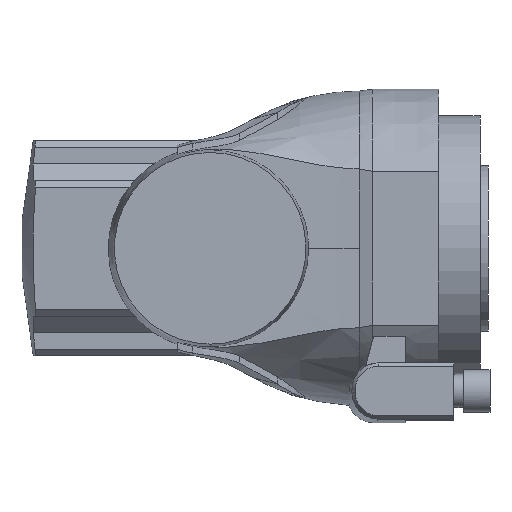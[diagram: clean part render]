
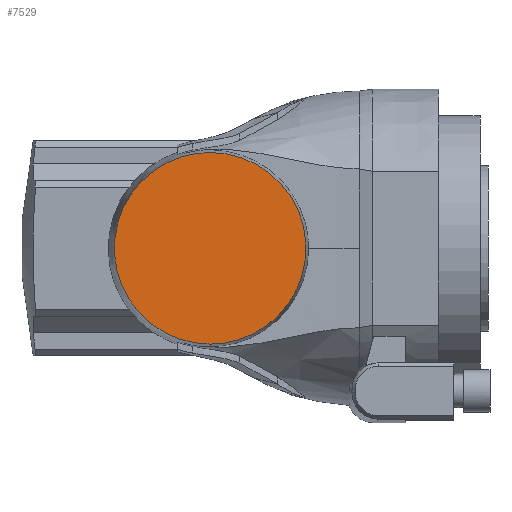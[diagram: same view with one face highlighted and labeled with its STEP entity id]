
A CAD part, front view. The second image highlights one B-rep face of the part: STEP entity #7529.
In plain terms, the highlighted planar face has unit normal (0, -1, 0).
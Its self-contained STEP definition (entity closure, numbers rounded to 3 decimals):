
#28 = CARTESIAN_POINT ( 'NONE',  ( 832.087, -95., 1536.354 ) ) ;
#59 = CARTESIAN_POINT ( 'NONE',  ( 851.701, -95., 1601.012 ) ) ;
#764 = CARTESIAN_POINT ( 'NONE',  ( 912.644, -95., 1607.014 ) ) ;
#766 = CARTESIAN_POINT ( 'NONE',  ( 912.644, -95., 1502.986 ) ) ;
#799 = CARTESIAN_POINT ( 'NONE',  ( 944.495, -95., 1547.425 ) ) ;
#802 = CARTESIAN_POINT ( 'NONE',  ( 879.425, -95., 1497.505 ) ) ;
#835 = CARTESIAN_POINT ( 'NONE',  ( 829.505, -95., 1547.425 ) ) ;
#872 = CARTESIAN_POINT ( 'NONE',  ( 861.356, -95., 1607.014 ) ) ;
#945 = B_SPLINE_CURVE_WITH_KNOTS ( 'NONE', 3,
 ( #8559, #7730, #4691, #10208, #5483, #764, #6260, #1569, #7050, #2373, #7822, #3176, #8598, #3927, #9423, #4726, #10247, #5509, #799, #7506, #7794, #3146, #8560, #3896, #9396, #4692, #10209, #5484, #766, #6261, #1570, #7051, #2374, #7823 ),
 .UNSPECIFIED., .F., .F.,
 ( 4, 2, 2, 2, 2, 2, 2, 2, 2, 2, 2, 2, 2, 2, 2, 2, 4 ),
 ( 0., 0.063, 0.125, 0.188, 0.25, 0.313, 0.375, 0.438, 0.5, 0.563, 0.625, 0.688, 0.75, 0.813, 0.875, 0.938, 1. ),
 .UNSPECIFIED. ) ;
#1569 = CARTESIAN_POINT ( 'NONE',  ( 922.299, -95., 1601.012 ) ) ;
#1570 = CARTESIAN_POINT ( 'NONE',  ( 902.004, -95., 1498.982 ) ) ;
#1604 = CARTESIAN_POINT ( 'NONE',  ( 868.354, -95., 1500.087 ) ) ;
#1646 = CARTESIAN_POINT ( 'NONE',  ( 829.132, -95., 1558.787 ) ) ;
#1678 = CARTESIAN_POINT ( 'NONE',  ( 871.996, -95., 1611.018 ) ) ;
#1700 = DIRECTION ( 'NONE',  ( 0., -1., 0. ) ) ;
#2361 = CARTESIAN_POINT ( 'NONE',  ( 887., -95., 1555. ) ) ;
#2373 = CARTESIAN_POINT ( 'NONE',  ( 930.597, -95., 1593.241 ) ) ;
#2374 = CARTESIAN_POINT ( 'NONE',  ( 890.787, -95., 1497.132 ) ) ;
#2415 = CARTESIAN_POINT ( 'NONE',  ( 857.999, -95., 1504.78 ) ) ;
#2443 = CARTESIAN_POINT ( 'NONE',  ( 830.982, -95., 1570.004 ) ) ;
#2472 = CARTESIAN_POINT ( 'NONE',  ( 883.213, -95., 1612.868 ) ) ;
#3146 = CARTESIAN_POINT ( 'NONE',  ( 939.014, -95., 1529.356 ) ) ;
#3171 = PLANE ( 'NONE',  #7549 ) ;
#3176 = CARTESIAN_POINT ( 'NONE',  ( 937.22, -95., 1584.001 ) ) ;
#3208 = CARTESIAN_POINT ( 'NONE',  ( 848.759, -95., 1511.403 ) ) ;
#3246 = CARTESIAN_POINT ( 'NONE',  ( 834.986, -95., 1580.644 ) ) ;
#3896 = CARTESIAN_POINT ( 'NONE',  ( 933.012, -95., 1519.701 ) ) ;
#3927 = CARTESIAN_POINT ( 'NONE',  ( 941.913, -95., 1573.646 ) ) ;
#3968 = CARTESIAN_POINT ( 'NONE',  ( 840.988, -95., 1519.701 ) ) ;
#4001 = CARTESIAN_POINT ( 'NONE',  ( 840.988, -95., 1590.299 ) ) ;
#4212 = VERTEX_POINT ( 'NONE', #10220 ) ;
#4427 = ORIENTED_EDGE ( 'NONE', *, *, #4664, .F. ) ;
#4664 = EDGE_CURVE ( 'NONE', #4212, #5640, #945, .T. ) ;
#4691 = CARTESIAN_POINT ( 'NONE',  ( 894.575, -95., 1612.495 ) ) ;
#4692 = CARTESIAN_POINT ( 'NONE',  ( 925.241, -95., 1511.403 ) ) ;
#4726 = CARTESIAN_POINT ( 'NONE',  ( 944.495, -95., 1562.575 ) ) ;
#4752 = CARTESIAN_POINT ( 'NONE',  ( 834.986, -95., 1529.356 ) ) ;
#4787 = CARTESIAN_POINT ( 'NONE',  ( 848.759, -95., 1598.597 ) ) ;
#5483 = CARTESIAN_POINT ( 'NONE',  ( 905.646, -95., 1609.913 ) ) ;
#5484 = CARTESIAN_POINT ( 'NONE',  ( 916.001, -95., 1504.78 ) ) ;
#5509 = CARTESIAN_POINT ( 'NONE',  ( 944.868, -95., 1551.213 ) ) ;
#5549 = CARTESIAN_POINT ( 'NONE',  ( 830.982, -95., 1539.996 ) ) ;
#5586 = CARTESIAN_POINT ( 'NONE',  ( 857.999, -95., 1605.22 ) ) ;
#5640 = VERTEX_POINT ( 'NONE', #7817 ) ;
#5671 = ORIENTED_EDGE ( 'NONE', *, *, #8808, .F. ) ;
#6260 = CARTESIAN_POINT ( 'NONE',  ( 916.001, -95., 1605.22 ) ) ;
#6261 = CARTESIAN_POINT ( 'NONE',  ( 905.646, -95., 1500.087 ) ) ;
#6304 = CARTESIAN_POINT ( 'NONE',  ( 871.996, -95., 1498.982 ) ) ;
#6336 = CARTESIAN_POINT ( 'NONE',  ( 829.132, -95., 1551.213 ) ) ;
#6368 = CARTESIAN_POINT ( 'NONE',  ( 868.354, -95., 1609.913 ) ) ;
#7050 = CARTESIAN_POINT ( 'NONE',  ( 925.241, -95., 1598.597 ) ) ;
#7051 = CARTESIAN_POINT ( 'NONE',  ( 894.575, -95., 1497.505 ) ) ;
#7080 = CARTESIAN_POINT ( 'NONE',  ( 861.356, -95., 1502.986 ) ) ;
#7111 = CARTESIAN_POINT ( 'NONE',  ( 829.505, -95., 1562.575 ) ) ;
#7150 = CARTESIAN_POINT ( 'NONE',  ( 879.425, -95., 1612.495 ) ) ;
#7171 = DIRECTION ( 'NONE',  ( 0., 0., -1. ) ) ;
#7506 = CARTESIAN_POINT ( 'NONE',  ( 943.018, -95., 1539.996 ) ) ;
#7529 = ADVANCED_FACE ( 'NONE', ( #8684 ), #3171, .T. ) ;
#7549 = AXIS2_PLACEMENT_3D ( 'NONE', #2361, #1700, #7171 ) ;
#7730 = CARTESIAN_POINT ( 'NONE',  ( 890.787, -95., 1612.868 ) ) ;
#7794 = CARTESIAN_POINT ( 'NONE',  ( 941.913, -95., 1536.354 ) ) ;
#7817 = CARTESIAN_POINT ( 'NONE',  ( 887., -95., 1497.132 ) ) ;
#7822 = CARTESIAN_POINT ( 'NONE',  ( 933.012, -95., 1590.299 ) ) ;
#7823 = CARTESIAN_POINT ( 'NONE',  ( 887., -95., 1497.132 ) ) ;
#7827 = CARTESIAN_POINT ( 'NONE',  ( 887., -95., 1497.132 ) ) ;
#7862 = CARTESIAN_POINT ( 'NONE',  ( 851.701, -95., 1508.988 ) ) ;
#7896 = CARTESIAN_POINT ( 'NONE',  ( 832.087, -95., 1573.646 ) ) ;
#7926 = CARTESIAN_POINT ( 'NONE',  ( 887., -95., 1612.868 ) ) ;
#8559 = CARTESIAN_POINT ( 'NONE',  ( 887., -95., 1612.868 ) ) ;
#8560 = CARTESIAN_POINT ( 'NONE',  ( 937.22, -95., 1525.999 ) ) ;
#8598 = CARTESIAN_POINT ( 'NONE',  ( 939.014, -95., 1580.644 ) ) ;
#8632 = CARTESIAN_POINT ( 'NONE',  ( 843.403, -95., 1516.759 ) ) ;
#8662 = CARTESIAN_POINT ( 'NONE',  ( 836.78, -95., 1584.001 ) ) ;
#8684 = FACE_OUTER_BOUND ( 'NONE', #8727, .T. ) ;
#8727 = EDGE_LOOP ( 'NONE', ( #4427, #5671 ) ) ;
#8808 = EDGE_CURVE ( 'NONE', #5640, #4212, #8910, .T. ) ;
#8910 = B_SPLINE_CURVE_WITH_KNOTS ( 'NONE', 3,
 ( #7827, #10250, #802, #6304, #1604, #7080, #2415, #7862, #3208, #8632, #3968, #9459, #4752, #28, #5549, #835, #6336, #1646, #7111, #2443, #7896, #3246, #8662, #4001, #9495, #4787, #59, #5586, #872, #6368, #1678, #7150, #2472, #7926 ),
 .UNSPECIFIED., .F., .F.,
 ( 4, 2, 2, 2, 2, 2, 2, 2, 2, 2, 2, 2, 2, 2, 2, 2, 4 ),
 ( 0., 0.063, 0.125, 0.188, 0.25, 0.313, 0.375, 0.438, 0.5, 0.563, 0.625, 0.688, 0.75, 0.813, 0.875, 0.938, 1. ),
 .UNSPECIFIED. ) ;
#9396 = CARTESIAN_POINT ( 'NONE',  ( 930.597, -95., 1516.759 ) ) ;
#9423 = CARTESIAN_POINT ( 'NONE',  ( 943.018, -95., 1570.004 ) ) ;
#9459 = CARTESIAN_POINT ( 'NONE',  ( 836.78, -95., 1525.999 ) ) ;
#9495 = CARTESIAN_POINT ( 'NONE',  ( 843.403, -95., 1593.241 ) ) ;
#10208 = CARTESIAN_POINT ( 'NONE',  ( 902.004, -95., 1611.018 ) ) ;
#10209 = CARTESIAN_POINT ( 'NONE',  ( 922.299, -95., 1508.988 ) ) ;
#10220 = CARTESIAN_POINT ( 'NONE',  ( 887., -95., 1612.868 ) ) ;
#10247 = CARTESIAN_POINT ( 'NONE',  ( 944.868, -95., 1558.787 ) ) ;
#10250 = CARTESIAN_POINT ( 'NONE',  ( 883.213, -95., 1497.132 ) ) ;
